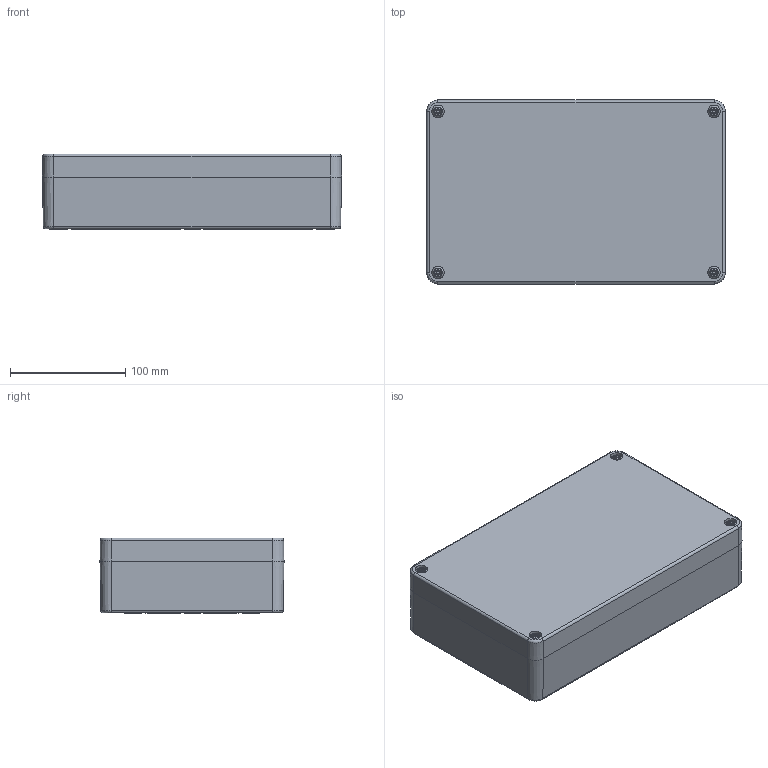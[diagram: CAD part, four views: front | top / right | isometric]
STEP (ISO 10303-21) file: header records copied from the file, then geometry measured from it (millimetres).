
FILE_DESCRIPTION(/* description */ (''),/* implementation_level */ '2;1');
FILE_NAME(/* name */ '0101104000-MBA_261665_VE.stp',/* time_stamp */ '2017-03-29T16:04:46+02:00',/* author */ ('robin.rentz'),/* organization */ (''),/* preprocessor_version */ 'ST-DEVELOPER v16.5',/* originating_system */ 'Autodesk Inventor 2017',/* authorisation */ '');
FILE_SCHEMA (('AUTOMOTIVE_DESIGN { 1 0 10303 214 3 1 1 }'));
Length unit declared in the file: millimetre
Products named in the file (5): 0101104000-MBA_261665_VE; 0100104002-UT_261665_VE; 0100102601-OT_261690_neu_VE; xxx-O-Ring-MBA_261690; M6-30
Assembly tree (7 placements, depth 2):
  0101104000-MBA_261665_VE
    0100104002-UT_261665_VE
    0100102601-OT_261690_neu_VE
    xxx-O-Ring-MBA_261690
    M6-30  x4
Bounding box: 260 x 160 x 66 mm (x, y, z)
Volume: 613489.2 mm3; surface area: 292706.9 mm2
Topology: 7 solids, 7 shells, 1531 faces, 3818 edges, 2421 vertices
Faces by surface type: plane 641, bspline 315, cylinder 248, torus 178, cone 144, sphere 5
Full cylindrical faces by diameter (mm): 4.917 x11, 5 x4, 6 x4, 7 x4, 7.2 x5, 7.5 x8, 8 x9, 10 x4, 11 x4, 12 x2, 12.5 x8
Entity records: 44165 total; most frequent: CARTESIAN_POINT 12441, ORIENTED_EDGE 6788, DIRECTION 5802, EDGE_CURVE 3394, VERTEX_POINT 2209, AXIS2_PLACEMENT_3D 1946, LINE 1910, VECTOR 1910
